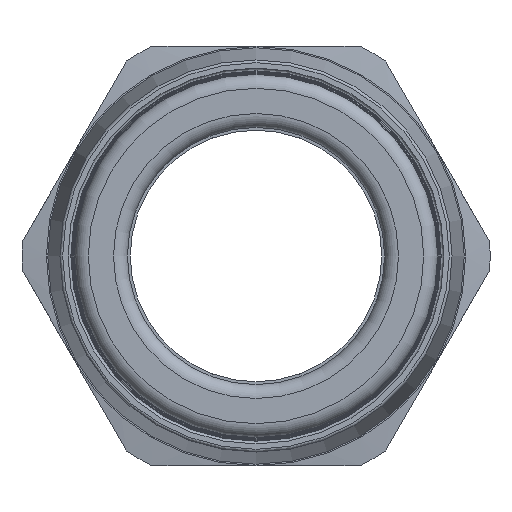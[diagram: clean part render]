
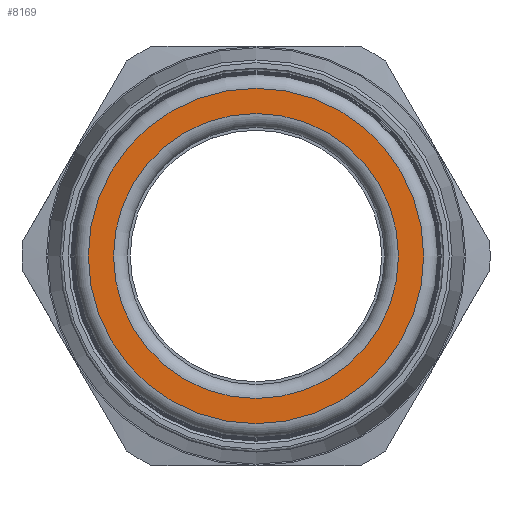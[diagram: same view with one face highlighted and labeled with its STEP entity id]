
A CAD part, left-side view. The second image highlights one B-rep face of the part: STEP entity #8169.
In plain terms, the highlighted planar face has unit normal (-1, 0, 0).
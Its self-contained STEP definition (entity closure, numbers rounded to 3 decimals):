
#1761=PLANE('',#9168);
#1895=FACE_BOUND('',#2991,.T.);
#2376=FACE_OUTER_BOUND('',#2990,.T.);
#2990=EDGE_LOOP('',(#7611));
#2991=EDGE_LOOP('',(#7612));
#3427=CIRCLE('',#9144,12.);
#3439=CIRCLE('',#9167,10.2);
#4210=VERTEX_POINT('',#14712);
#4222=VERTEX_POINT('',#14747);
#5340=EDGE_CURVE('',#4210,#4210,#3427,.T.);
#5352=EDGE_CURVE('',#4222,#4222,#3439,.T.);
#7611=ORIENTED_EDGE('',*,*,#5340,.F.);
#7612=ORIENTED_EDGE('',*,*,#5352,.T.);
#8169=ADVANCED_FACE('',(#2376,#1895),#1761,.T.);
#9144=AXIS2_PLACEMENT_3D('',#14713,#11608,#11609);
#9167=AXIS2_PLACEMENT_3D('',#14748,#11654,#11655);
#9168=AXIS2_PLACEMENT_3D('',#14749,#11656,#11657);
#11608=DIRECTION('center_axis',(1.,0.,0.));
#11609=DIRECTION('ref_axis',(0.,0.,-1.));
#11654=DIRECTION('center_axis',(1.,0.,0.));
#11655=DIRECTION('ref_axis',(0.,0.,-1.));
#11656=DIRECTION('center_axis',(-1.,0.,0.));
#11657=DIRECTION('ref_axis',(0.,0.,1.));
#14712=CARTESIAN_POINT('',(0.,12.,0.));
#14713=CARTESIAN_POINT('Origin',(0.,0.,0.));
#14747=CARTESIAN_POINT('',(0.,10.2,0.));
#14748=CARTESIAN_POINT('Origin',(0.,0.,0.));
#14749=CARTESIAN_POINT('Origin',(0.,12.,0.));
